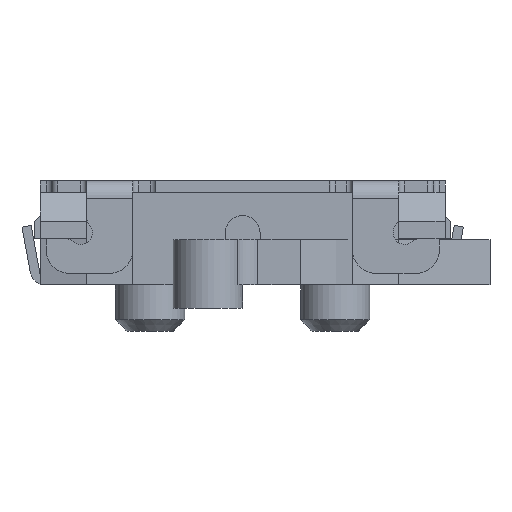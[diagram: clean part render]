
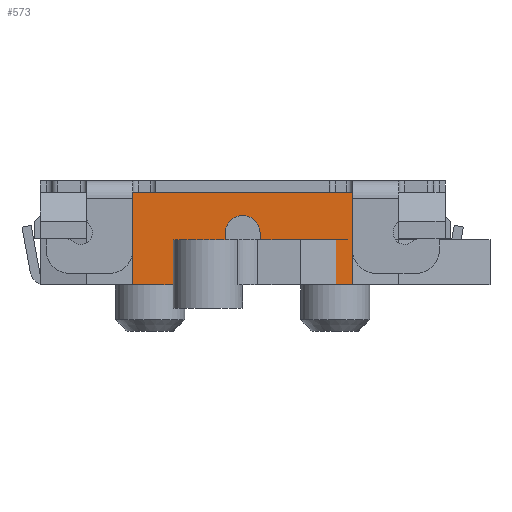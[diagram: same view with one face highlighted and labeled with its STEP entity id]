
A CAD part, front view. The second image highlights one B-rep face of the part: STEP entity #573.
In plain terms, the highlighted planar face has unit normal (0, -1, 0).
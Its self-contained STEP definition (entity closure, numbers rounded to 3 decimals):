
#573 = ADVANCED_FACE( '', ( #1182 ), #1183, .F. );
#1182 = FACE_OUTER_BOUND( '', #1856, .T. );
#1183 = PLANE( '', #1857 );
#1856 = EDGE_LOOP( '', ( #3454, #3455, #3456, #3457, #3458, #3459, #3460, #3461 ) );
#1857 = AXIS2_PLACEMENT_3D( '', #3462, #3463, #3464 );
#3454 = ORIENTED_EDGE( '', *, *, #4551, .F. );
#3455 = ORIENTED_EDGE( '', *, *, #4537, .T. );
#3456 = ORIENTED_EDGE( '', *, *, #4457, .T. );
#3457 = ORIENTED_EDGE( '', *, *, #4634, .T. );
#3458 = ORIENTED_EDGE( '', *, *, #4277, .T. );
#3459 = ORIENTED_EDGE( '', *, *, #4564, .F. );
#3460 = ORIENTED_EDGE( '', *, *, #4407, .F. );
#3461 = ORIENTED_EDGE( '', *, *, #4635, .T. );
#3462 = CARTESIAN_POINT( '', ( -1.75, -0.3, 0.8 ) );
#3463 = DIRECTION( '', ( 0., 1., 0. ) );
#3464 = DIRECTION( '', ( -1., 0., 0. ) );
#4277 = EDGE_CURVE( '', #5231, #5229, #5232, .T. );
#4407 = EDGE_CURVE( '', #5443, #5444, #5445, .T. );
#4457 = EDGE_CURVE( '', #5521, #5519, #5522, .T. );
#4537 = EDGE_CURVE( '', #5634, #5521, #5635, .T. );
#4551 = EDGE_CURVE( '', #5634, #5655, #5656, .T. );
#4564 = EDGE_CURVE( '', #5444, #5229, #5672, .T. );
#4634 = EDGE_CURVE( '', #5519, #5231, #5764, .T. );
#4635 = EDGE_CURVE( '', #5443, #5655, #5765, .T. );
#5229 = VERTEX_POINT( '', #6534 );
#5231 = VERTEX_POINT( '', #6537 );
#5232 = LINE( '', #6538, #6539 );
#5443 = VERTEX_POINT( '', #6831 );
#5444 = VERTEX_POINT( '', #6832 );
#5445 = LINE( '', #6833, #6834 );
#5519 = VERTEX_POINT( '', #6934 );
#5521 = VERTEX_POINT( '', #6937 );
#5522 = LINE( '', #6938, #6939 );
#5634 = VERTEX_POINT( '', #7092 );
#5635 = CIRCLE( '', #7093, 0.15 );
#5655 = VERTEX_POINT( '', #7120 );
#5656 = LINE( '', #7121, #7122 );
#5672 = LINE( '', #7145, #7146 );
#5764 = LINE( '', #7277, #7278 );
#5765 = LINE( '', #7279, #7280 );
#6534 = CARTESIAN_POINT( '', ( 0.95, -0.3, 0.8 ) );
#6537 = CARTESIAN_POINT( '', ( 0.95, -0.3, 0. ) );
#6538 = CARTESIAN_POINT( '', ( 0.95, -0.3, 0.8 ) );
#6539 = VECTOR( '', #7886, 1000. );
#6831 = CARTESIAN_POINT( '', ( -0.95, -0.3, 0. ) );
#6832 = CARTESIAN_POINT( '', ( -0.95, -0.3, 0.8 ) );
#6833 = CARTESIAN_POINT( '', ( -0.95, -0.3, 0.8 ) );
#6834 = VECTOR( '', #8034, 1000. );
#6934 = CARTESIAN_POINT( '', ( 0.15, -0.3, 0. ) );
#6937 = CARTESIAN_POINT( '', ( 0.15, -0.3, 0.45 ) );
#6938 = CARTESIAN_POINT( '', ( 0.15, -0.3, 0. ) );
#6939 = VECTOR( '', #8095, 1000. );
#7092 = CARTESIAN_POINT( '', ( -0.15, -0.3, 0.45 ) );
#7093 = AXIS2_PLACEMENT_3D( '', #8188, #8189, #8190 );
#7120 = CARTESIAN_POINT( '', ( -0.15, -0.3, 0. ) );
#7121 = CARTESIAN_POINT( '', ( -0.15, -0.3, 0. ) );
#7122 = VECTOR( '', #8207, 1000. );
#7145 = CARTESIAN_POINT( '', ( -1.75, -0.3, 0.8 ) );
#7146 = VECTOR( '', #8218, 1000. );
#7277 = CARTESIAN_POINT( '', ( -1.75, -0.3, 0. ) );
#7278 = VECTOR( '', #8279, 1000. );
#7279 = CARTESIAN_POINT( '', ( -1.75, -0.3, 0. ) );
#7280 = VECTOR( '', #8280, 1000. );
#7886 = DIRECTION( '', ( 0., 0., 1. ) );
#8034 = DIRECTION( '', ( 0., 0., 1. ) );
#8095 = DIRECTION( '', ( 0., 0., -1. ) );
#8188 = CARTESIAN_POINT( '', ( 0., -0.3, 0.45 ) );
#8189 = DIRECTION( '', ( 0., 1., 0. ) );
#8190 = DIRECTION( '', ( -1., 0., 0. ) );
#8207 = DIRECTION( '', ( 0., 0., -1. ) );
#8218 = DIRECTION( '', ( 1., 0., 0. ) );
#8279 = DIRECTION( '', ( 1., 0., 0. ) );
#8280 = DIRECTION( '', ( 1., 0., 0. ) );
